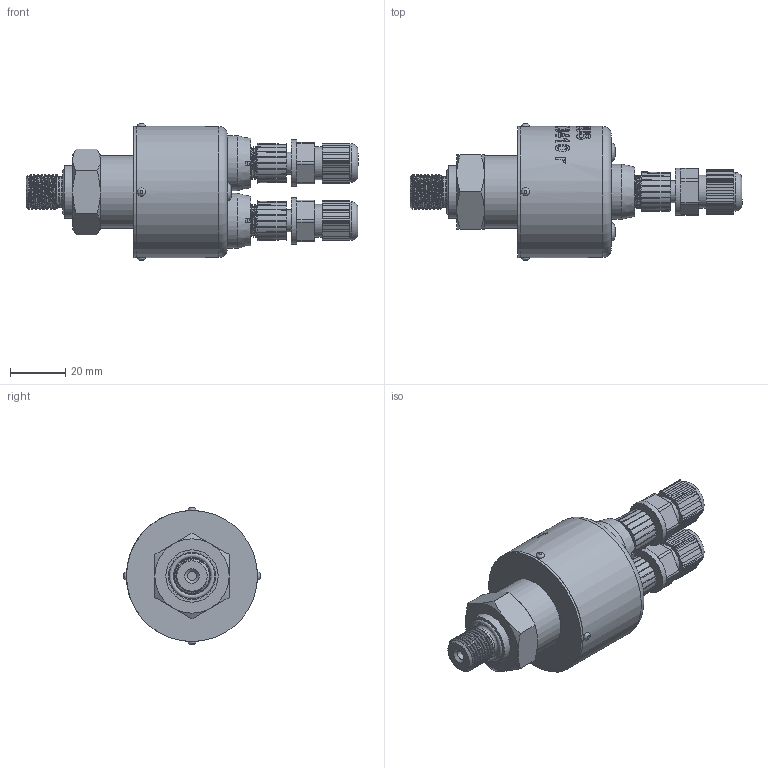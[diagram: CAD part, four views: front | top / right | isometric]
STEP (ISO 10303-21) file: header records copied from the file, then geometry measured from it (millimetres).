
FILE_DESCRIPTION(/* description */ (''),/* implementation_level */ '2;1');
FILE_NAME(/* name */ 'ASZ3410r_G1''4DIN_M12x1-straight.step',/* time_stamp */ '2022-01-17T10:06:28+03:00',/* author */ (''),/* organization */ (''),/* preprocessor_version */ 'ST-DEVELOPER v18.1',/* originating_system */ 'Autodesk Translation Framework v10.10.0.1391',/* authorisation */ '');
FILE_SCHEMA (('AUTOMOTIVE_DESIGN { 1 0 10303 214 3 1 1 }'));
Products named in the file (6): (Unsaved); G1/4 DIN; shell; M12x1 male v16; M12x1 male 2; M12x1 female straight v9
Assembly tree (6 placements, depth 2):
  (Unsaved)
    G1/4 DIN
    shell
    M12x1 male v16
    M12x1 male 2
    M12x1 female straight v9  x2
Bounding box: 120.64 x 49.6 x 49.6 mm (x, y, z)
Volume: 92154.1 mm3; surface area: 27438.2 mm2
Topology: 30 solids, 30 shells, 1409 faces, 3915 edges, 2617 vertices
Faces by surface type: plane 536, bspline 534, cylinder 241, cone 81, torus 17
Full cylindrical faces by diameter (mm): 1 x25, 1.5 x8, 2 x4, 2.2 x4, 3.3 x1, 7.13 x2, 7.3 x2, 8 x6, 8.2 x2, 10.293 x2, 10.6 x4, 10.741 x8, 11 x1, 11.445 x7, 11.884 x6, 12 x2, 13 x2, 13.5 x1, 14 x2, 15.036 x8, 16.152 x10, 16.7 x1, 17 x2, 19 x1, 20 x2, 26.5 x1, 46 x1, 47.62 x1, 47.625 x1
Entity records: 80333 total; most frequent: CARTESIAN_POINT 52534, ORIENTED_EDGE 6724, DIRECTION 4071, EDGE_CURVE 3362, VERTEX_POINT 2254, LINE 1551, VECTOR 1551, EDGE_LOOP 1298
